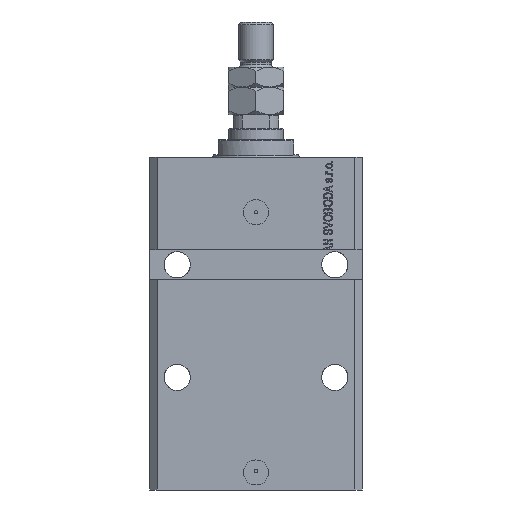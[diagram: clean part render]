
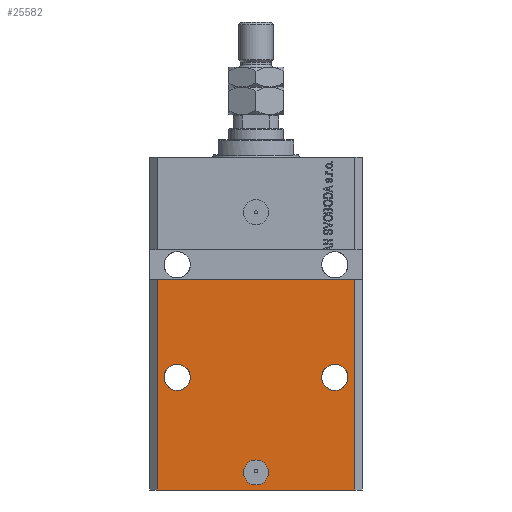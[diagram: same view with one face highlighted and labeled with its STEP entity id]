
A CAD part, front view. The second image highlights one B-rep face of the part: STEP entity #25582.
In plain terms, the highlighted planar face has unit normal (0, -1, 0).
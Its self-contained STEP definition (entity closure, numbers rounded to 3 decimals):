
#178 = VECTOR ( 'NONE', #3463, 1000. ) ;
#795 = DIRECTION ( 'NONE',  ( 0., -1., 0. ) ) ;
#1098 = ORIENTED_EDGE ( 'NONE', *, *, #8595, .T. ) ;
#2078 = DIRECTION ( 'NONE',  ( 1., 0., 0. ) ) ;
#2364 = EDGE_LOOP ( 'NONE', ( #7160, #37645, #1098, #15187 ) ) ;
#2599 = DIRECTION ( 'NONE',  ( 0., -1., 0. ) ) ;
#3463 = DIRECTION ( 'NONE',  ( 0., 0., 1. ) ) ;
#4163 = DIRECTION ( 'NONE',  ( 1., 0., 0. ) ) ;
#5998 = EDGE_LOOP ( 'NONE', ( #31096, #30070 ) ) ;
#6293 = AXIS2_PLACEMENT_3D ( 'NONE', #42775, #7975, #4163 ) ;
#6446 = DIRECTION ( 'NONE',  ( -1., 0., 0. ) ) ;
#6779 = EDGE_CURVE ( 'NONE', #46408, #32671, #48724, .T. ) ;
#7160 = ORIENTED_EDGE ( 'NONE', *, *, #15455, .F. ) ;
#7259 = AXIS2_PLACEMENT_3D ( 'NONE', #19062, #2599, #41465 ) ;
#7411 = FACE_BOUND ( 'NONE', #5998, .T. ) ;
#7975 = DIRECTION ( 'NONE',  ( 0., -1., 0. ) ) ;
#8553 = EDGE_LOOP ( 'NONE', ( #45215, #35851 ) ) ;
#8595 = EDGE_CURVE ( 'NONE', #13509, #23896, #21372, .T. ) ;
#9166 = VERTEX_POINT ( 'NONE', #27601 ) ;
#10993 = EDGE_CURVE ( 'NONE', #22403, #16528, #38501, .T. ) ;
#11286 = VECTOR ( 'NONE', #25761, 1000. ) ;
#13509 = VERTEX_POINT ( 'NONE', #30032 ) ;
#13778 = CARTESIAN_POINT ( 'NONE',  ( -31.5, -31.5, -88. ) ) ;
#14273 = VECTOR ( 'NONE', #42470, 1000. ) ;
#14554 = EDGE_LOOP ( 'NONE', ( #35314, #29468 ) ) ;
#15187 = ORIENTED_EDGE ( 'NONE', *, *, #41420, .T. ) ;
#15455 = EDGE_CURVE ( 'NONE', #34451, #21350, #46761, .T. ) ;
#15842 = EDGE_CURVE ( 'NONE', #38996, #9166, #41897, .T. ) ;
#16528 = VERTEX_POINT ( 'NONE', #32128 ) ;
#18305 = FACE_OUTER_BOUND ( 'NONE', #2364, .T. ) ;
#18460 = DIRECTION ( 'NONE',  ( 1., 0., 0. ) ) ;
#18656 = EDGE_CURVE ( 'NONE', #32671, #46408, #42811, .T. ) ;
#18973 = CARTESIAN_POINT ( 'NONE',  ( 31.5, -31.5, -88. ) ) ;
#19062 = CARTESIAN_POINT ( 'NONE',  ( -39.5, -31.5, -133. ) ) ;
#21350 = VERTEX_POINT ( 'NONE', #23297 ) ;
#21372 = LINE ( 'NONE', #36886, #47228 ) ;
#21967 = AXIS2_PLACEMENT_3D ( 'NONE', #27457, #795, #43230 ) ;
#22403 = VERTEX_POINT ( 'NONE', #28369 ) ;
#22628 = FACE_BOUND ( 'NONE', #14554, .T. ) ;
#23270 = DIRECTION ( 'NONE',  ( 1., 0., 0. ) ) ;
#23297 = CARTESIAN_POINT ( 'NONE',  ( 39.5, -31.5, -49. ) ) ;
#23368 = CARTESIAN_POINT ( 'NONE',  ( -39.5, -31.5, -49. ) ) ;
#23880 = DIRECTION ( 'NONE',  ( 0., -1., 0. ) ) ;
#23896 = VERTEX_POINT ( 'NONE', #46089 ) ;
#24722 = CIRCLE ( 'NONE', #27928, 5.25 ) ;
#25483 = AXIS2_PLACEMENT_3D ( 'NONE', #13778, #33111, #6446 ) ;
#25582 = ADVANCED_FACE ( 'NONE', ( #22628, #33827, #7411, #18305 ), #49307, .T. ) ;
#25761 = DIRECTION ( 'NONE',  ( 0., 0., 1. ) ) ;
#27110 = CARTESIAN_POINT ( 'NONE',  ( 5., -31.5, -126. ) ) ;
#27457 = CARTESIAN_POINT ( 'NONE',  ( 0., -31.5, -126. ) ) ;
#27601 = CARTESIAN_POINT ( 'NONE',  ( 26.25, -31.5, -88. ) ) ;
#27700 = CARTESIAN_POINT ( 'NONE',  ( -42.5, -31.5, -49. ) ) ;
#27928 = AXIS2_PLACEMENT_3D ( 'NONE', #18973, #49977, #18460 ) ;
#28369 = CARTESIAN_POINT ( 'NONE',  ( -36.75, -31.5, -88. ) ) ;
#29468 = ORIENTED_EDGE ( 'NONE', *, *, #6779, .F. ) ;
#30032 = CARTESIAN_POINT ( 'NONE',  ( -39.5, -31.5, -133. ) ) ;
#30070 = ORIENTED_EDGE ( 'NONE', *, *, #10993, .F. ) ;
#30131 = DIRECTION ( 'NONE',  ( 0., -1., 0. ) ) ;
#31096 = ORIENTED_EDGE ( 'NONE', *, *, #46265, .F. ) ;
#32128 = CARTESIAN_POINT ( 'NONE',  ( -26.25, -31.5, -88. ) ) ;
#32671 = VERTEX_POINT ( 'NONE', #27110 ) ;
#32802 = AXIS2_PLACEMENT_3D ( 'NONE', #35834, #23880, #43454 ) ;
#32810 = CARTESIAN_POINT ( 'NONE',  ( -5., -31.5, -126. ) ) ;
#33111 = DIRECTION ( 'NONE',  ( 0., -1., 0. ) ) ;
#33128 = LINE ( 'NONE', #41519, #11286 ) ;
#33827 = FACE_BOUND ( 'NONE', #8553, .T. ) ;
#34451 = VERTEX_POINT ( 'NONE', #23368 ) ;
#34705 = CARTESIAN_POINT ( 'NONE',  ( 39.5, -31.5, -133. ) ) ;
#34718 = CARTESIAN_POINT ( 'NONE',  ( 31.5, -31.5, -88. ) ) ;
#35314 = ORIENTED_EDGE ( 'NONE', *, *, #18656, .F. ) ;
#35379 = EDGE_CURVE ( 'NONE', #13509, #34451, #33128, .T. ) ;
#35834 = CARTESIAN_POINT ( 'NONE',  ( -31.5, -31.5, -88. ) ) ;
#35851 = ORIENTED_EDGE ( 'NONE', *, *, #47016, .F. ) ;
#36886 = CARTESIAN_POINT ( 'NONE',  ( -39.5, -31.5, -133. ) ) ;
#37645 = ORIENTED_EDGE ( 'NONE', *, *, #35379, .F. ) ;
#38501 = CIRCLE ( 'NONE', #32802, 5.25 ) ;
#38996 = VERTEX_POINT ( 'NONE', #49959 ) ;
#39024 = LINE ( 'NONE', #34705, #178 ) ;
#40910 = CIRCLE ( 'NONE', #25483, 5.25 ) ;
#41420 = EDGE_CURVE ( 'NONE', #23896, #21350, #39024, .T. ) ;
#41465 = DIRECTION ( 'NONE',  ( 0., 0., -1. ) ) ;
#41519 = CARTESIAN_POINT ( 'NONE',  ( -39.5, -31.5, -133. ) ) ;
#41897 = CIRCLE ( 'NONE', #47588, 5.25 ) ;
#42470 = DIRECTION ( 'NONE',  ( 1., 0., 0. ) ) ;
#42775 = CARTESIAN_POINT ( 'NONE',  ( 0., -31.5, -126. ) ) ;
#42811 = CIRCLE ( 'NONE', #6293, 5. ) ;
#43230 = DIRECTION ( 'NONE',  ( 1., 0., 0. ) ) ;
#43454 = DIRECTION ( 'NONE',  ( -1., 0., 0. ) ) ;
#45215 = ORIENTED_EDGE ( 'NONE', *, *, #15842, .F. ) ;
#46089 = CARTESIAN_POINT ( 'NONE',  ( 39.5, -31.5, -133. ) ) ;
#46265 = EDGE_CURVE ( 'NONE', #16528, #22403, #40910, .T. ) ;
#46408 = VERTEX_POINT ( 'NONE', #32810 ) ;
#46761 = LINE ( 'NONE', #27700, #14273 ) ;
#47016 = EDGE_CURVE ( 'NONE', #9166, #38996, #24722, .T. ) ;
#47228 = VECTOR ( 'NONE', #2078, 1000. ) ;
#47588 = AXIS2_PLACEMENT_3D ( 'NONE', #34718, #30131, #23270 ) ;
#48724 = CIRCLE ( 'NONE', #21967, 5. ) ;
#49307 = PLANE ( 'NONE',  #7259 ) ;
#49959 = CARTESIAN_POINT ( 'NONE',  ( 36.75, -31.5, -88. ) ) ;
#49977 = DIRECTION ( 'NONE',  ( 0., -1., 0. ) ) ;
